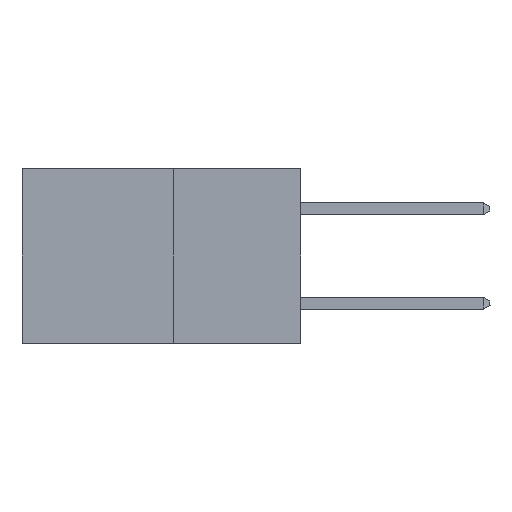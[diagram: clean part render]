
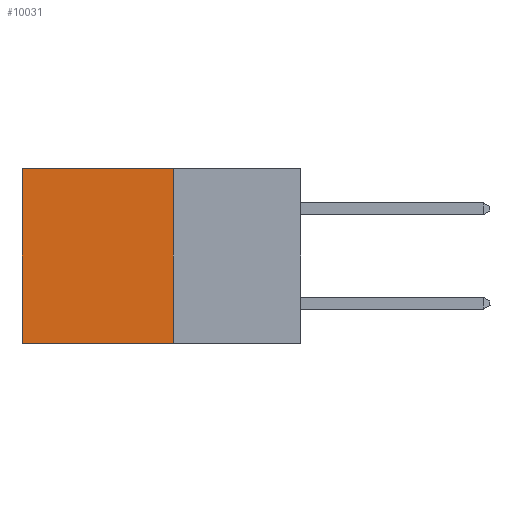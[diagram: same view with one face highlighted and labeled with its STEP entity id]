
A CAD part, left-side view. The second image highlights one B-rep face of the part: STEP entity #10031.
In plain terms, the highlighted planar face has unit normal (-1, 0, 0).
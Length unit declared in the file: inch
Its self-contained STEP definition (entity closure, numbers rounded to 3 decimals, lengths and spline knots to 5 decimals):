
#286 = CARTESIAN_POINT ( 'NONE',  ( 0.277, 0.27, -0.37 ) ) ;
#378 = VERTEX_POINT ( 'NONE', #16685 ) ;
#1877 = DIRECTION ( 'NONE',  ( 1., 0., 0. ) ) ;
#2394 = VERTEX_POINT ( 'NONE', #16233 ) ;
#2712 = EDGE_CURVE ( 'NONE', #13547, #11677, #3541, .T. ) ;
#3036 = ORIENTED_EDGE ( 'NONE', *, *, #3534, .T. ) ;
#3386 = EDGE_CURVE ( 'NONE', #2394, #11677, #12294, .T. ) ;
#3534 = EDGE_CURVE ( 'NONE', #378, #2394, #9237, .T. ) ;
#3541 = LINE ( 'NONE', #6335, #7775 ) ;
#3724 = EDGE_CURVE ( 'NONE', #378, #13547, #10003, .T. ) ;
#5056 = DIRECTION ( 'NONE',  ( 0., 0., -1. ) ) ;
#5475 = VECTOR ( 'NONE', #9867, 39.37008 ) ;
#5719 = VECTOR ( 'NONE', #19116, 39.37008 ) ;
#6249 = CARTESIAN_POINT ( 'NONE',  ( 0.277, 0.59, -0.37 ) ) ;
#6335 = CARTESIAN_POINT ( 'NONE',  ( 0.277, 0.27, -0.37 ) ) ;
#7775 = VECTOR ( 'NONE', #13430, 39.37008 ) ;
#9237 = LINE ( 'NONE', #14964, #5475 ) ;
#9867 = DIRECTION ( 'NONE',  ( 0., 1., 0. ) ) ;
#10003 = LINE ( 'NONE', #17150, #5719 ) ;
#10031 = ADVANCED_FACE ( 'NONE', ( #13522 ), #19156, .F. ) ;
#10974 = ORIENTED_EDGE ( 'NONE', *, *, #3386, .T. ) ;
#11677 = VERTEX_POINT ( 'NONE', #16562 ) ;
#12294 = LINE ( 'NONE', #6249, #15888 ) ;
#13070 = DIRECTION ( 'NONE',  ( 0., 0., -1. ) ) ;
#13430 = DIRECTION ( 'NONE',  ( 0., 1., 0. ) ) ;
#13522 = FACE_OUTER_BOUND ( 'NONE', #19842, .T. ) ;
#13547 = VERTEX_POINT ( 'NONE', #18449 ) ;
#14436 = ORIENTED_EDGE ( 'NONE', *, *, #2712, .F. ) ;
#14445 = AXIS2_PLACEMENT_3D ( 'NONE', #286, #1877, #13070 ) ;
#14964 = CARTESIAN_POINT ( 'NONE',  ( 0.277, 0.27, 0. ) ) ;
#15888 = VECTOR ( 'NONE', #5056, 39.37008 ) ;
#16233 = CARTESIAN_POINT ( 'NONE',  ( 0.277, 0.59, 0. ) ) ;
#16562 = CARTESIAN_POINT ( 'NONE',  ( 0.277, 0.59, -0.37 ) ) ;
#16685 = CARTESIAN_POINT ( 'NONE',  ( 0.277, 0.27, 0. ) ) ;
#17150 = CARTESIAN_POINT ( 'NONE',  ( 0.277, 0.27, -0.37 ) ) ;
#18449 = CARTESIAN_POINT ( 'NONE',  ( 0.277, 0.27, -0.37 ) ) ;
#19022 = ORIENTED_EDGE ( 'NONE', *, *, #3724, .F. ) ;
#19116 = DIRECTION ( 'NONE',  ( 0., 0., -1. ) ) ;
#19156 = PLANE ( 'NONE',  #14445 ) ;
#19842 = EDGE_LOOP ( 'NONE', ( #10974, #14436, #19022, #3036 ) ) ;
